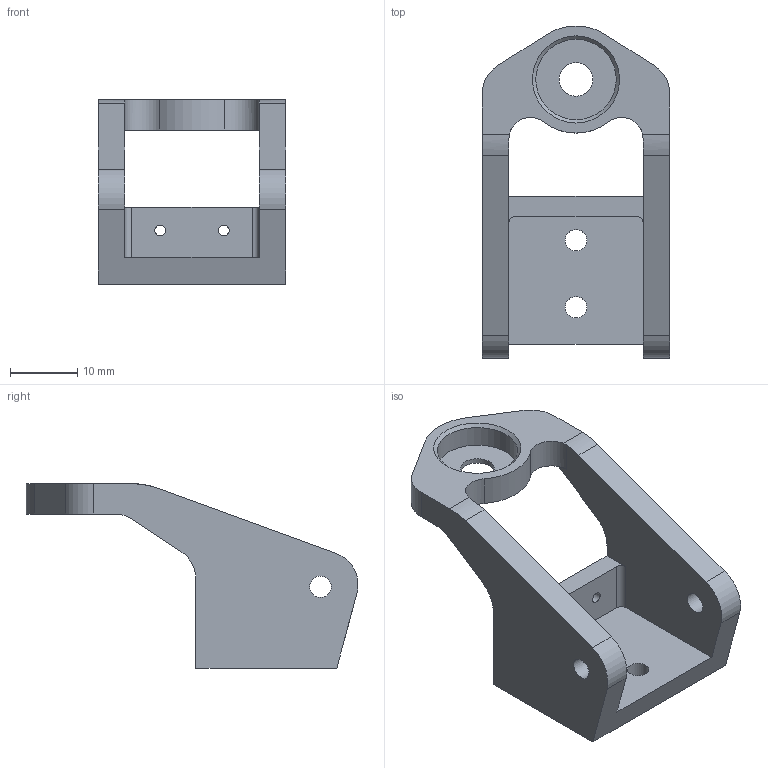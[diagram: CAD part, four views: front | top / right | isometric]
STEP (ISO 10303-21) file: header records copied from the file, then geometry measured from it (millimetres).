
FILE_DESCRIPTION(/* description */ ('STEP AP214'),/* implementation_level */ '2;1');
FILE_NAME(/* name */ '60793139af1e2015b7be8f4e',/* time_stamp */ '2021-04-16T06:39:54+00:00',/* author */ (''),/* organization */ (''),/* preprocessor_version */ 'ST-DEVELOPER v18.1',/* originating_system */ ' ',/* authorisation */ ' ');
FILE_SCHEMA (('AUTOMOTIVE_DESIGN {1 0 10303 214 3 1 1}'));
Length unit declared in the file: metre
Products named in the file (1): MS01 Main Body
Bounding box: 28 x 49.51 x 27.5 mm (x, y, z)
Volume: 7438.5 mm3; surface area: 5271.1 mm2
Topology: 1 solids, 1 shells, 44 faces, 130 edges, 87 vertices
Faces by surface type: cylinder 24, plane 19, cone 1
Full cylindrical faces by diameter (mm): 1.6 x2, 3.2 x4, 5 x1, 12 x1
Entity records: 1492 total; most frequent: DIRECTION 256, CARTESIAN_POINT 255, ORIENTED_EDGE 238, EDGE_CURVE 119, AXIS2_PLACEMENT_3D 94, VERTEX_POINT 85, LINE 68, VECTOR 68
